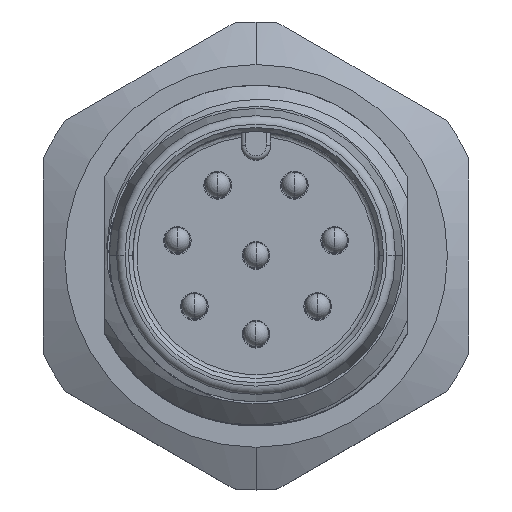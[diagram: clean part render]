
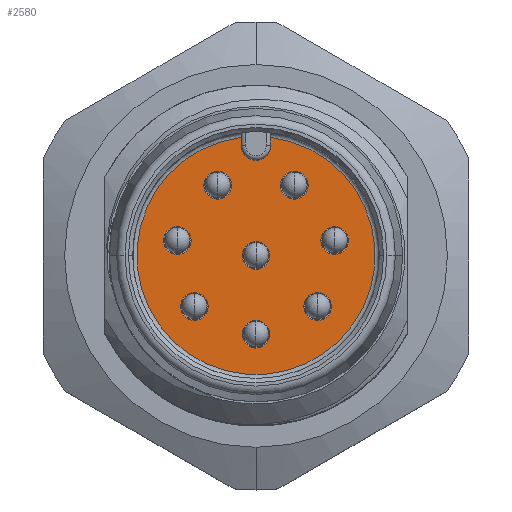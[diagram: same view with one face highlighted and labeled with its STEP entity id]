
A CAD part, top view. The second image highlights one B-rep face of the part: STEP entity #2580.
In plain terms, the highlighted face is planar.
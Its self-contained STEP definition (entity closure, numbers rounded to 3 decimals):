
#411=CARTESIAN_POINT('',(5.,1.85,0.));
#412=DIRECTION('',(-1.,0.,0.));
#413=DIRECTION('',(0.,0.,1.));
#414=AXIS2_PLACEMENT_3D('',#411,#412,#413);
#416=CARTESIAN_POINT('',(5.,1.85,0.));
#417=DIRECTION('',(-1.,0.,0.));
#418=DIRECTION('',(0.,0.,-1.));
#419=AXIS2_PLACEMENT_3D('',#416,#417,#418);
#421=CARTESIAN_POINT('',(5.,1.2,1.45));
#422=DIRECTION('',(-1.,0.,0.));
#423=DIRECTION('',(0.,0.,1.));
#424=AXIS2_PLACEMENT_3D('',#421,#422,#423);
#426=CARTESIAN_POINT('',(5.,1.2,1.45));
#427=DIRECTION('',(-1.,0.,0.));
#428=DIRECTION('',(0.,0.,-1.));
#429=AXIS2_PLACEMENT_3D('',#426,#427,#428);
#431=CARTESIAN_POINT('',(5.,-0.35,1.85));
#432=DIRECTION('',(-1.,0.,0.));
#433=DIRECTION('',(0.,0.,1.));
#434=AXIS2_PLACEMENT_3D('',#431,#432,#433);
#436=CARTESIAN_POINT('',(5.,-0.35,1.85));
#437=DIRECTION('',(-1.,0.,0.));
#438=DIRECTION('',(0.,0.,-1.));
#439=AXIS2_PLACEMENT_3D('',#436,#437,#438);
#441=CARTESIAN_POINT('',(5.,0.,0.));
#442=DIRECTION('',(-1.,0.,0.));
#443=DIRECTION('',(0.,0.,1.));
#444=AXIS2_PLACEMENT_3D('',#441,#442,#443);
#446=CARTESIAN_POINT('',(5.,0.,0.));
#447=DIRECTION('',(-1.,0.,0.));
#448=DIRECTION('',(0.,0.,-1.));
#449=AXIS2_PLACEMENT_3D('',#446,#447,#448);
#451=CARTESIAN_POINT('',(5.,1.2,-1.45));
#452=DIRECTION('',(-1.,0.,0.));
#453=DIRECTION('',(0.,0.,1.));
#454=AXIS2_PLACEMENT_3D('',#451,#452,#453);
#456=CARTESIAN_POINT('',(5.,1.2,-1.45));
#457=DIRECTION('',(-1.,0.,0.));
#458=DIRECTION('',(0.,0.,-1.));
#459=AXIS2_PLACEMENT_3D('',#456,#457,#458);
#461=CARTESIAN_POINT('',(5.,-0.35,-1.85));
#462=DIRECTION('',(-1.,0.,0.));
#463=DIRECTION('',(0.,0.,1.));
#464=AXIS2_PLACEMENT_3D('',#461,#462,#463);
#466=CARTESIAN_POINT('',(5.,-0.35,-1.85));
#467=DIRECTION('',(-1.,0.,0.));
#468=DIRECTION('',(0.,0.,-1.));
#469=AXIS2_PLACEMENT_3D('',#466,#467,#468);
#471=CARTESIAN_POINT('',(5.,-1.65,-0.9));
#472=DIRECTION('',(-1.,0.,0.));
#473=DIRECTION('',(0.,0.,1.));
#474=AXIS2_PLACEMENT_3D('',#471,#472,#473);
#476=CARTESIAN_POINT('',(5.,-1.65,-0.9));
#477=DIRECTION('',(-1.,0.,0.));
#478=DIRECTION('',(0.,0.,-1.));
#479=AXIS2_PLACEMENT_3D('',#476,#477,#478);
#481=CARTESIAN_POINT('',(5.,-1.65,0.9));
#482=DIRECTION('',(-1.,0.,0.));
#483=DIRECTION('',(0.,0.,1.));
#484=AXIS2_PLACEMENT_3D('',#481,#482,#483);
#486=CARTESIAN_POINT('',(5.,-1.65,0.9));
#487=DIRECTION('',(-1.,0.,0.));
#488=DIRECTION('',(0.,0.,-1.));
#489=AXIS2_PLACEMENT_3D('',#486,#487,#488);
#491=DIRECTION('',(0.,1.,0.));
#492=VECTOR('',#491,0.192);
#493=CARTESIAN_POINT('',(5.,-2.778,0.35));
#494=LINE('',#493,#492);
#495=CARTESIAN_POINT('',(5.,-2.586,0.));
#496=DIRECTION('',(-1.,0.,0.));
#497=DIRECTION('',(0.,0.,1.));
#498=AXIS2_PLACEMENT_3D('',#495,#496,#497);
#500=DIRECTION('',(0.,-1.,0.));
#501=VECTOR('',#500,0.192);
#502=CARTESIAN_POINT('',(5.,-2.586,-0.35));
#503=LINE('',#502,#501);
#630=CARTESIAN_POINT('',(5.,0.,0.));
#631=DIRECTION('',(-1.,0.,0.));
#632=DIRECTION('',(0.,-0.992,0.125));
#633=AXIS2_PLACEMENT_3D('',#630,#631,#632);
#644=CARTESIAN_POINT('',(5.,-2.778,-0.35));
#709=CARTESIAN_POINT('',(5.,-2.778,0.35));
#1647=CARTESIAN_POINT('',(5.,-2.586,0.35));
#1648=CARTESIAN_POINT('',(5.,-2.586,-0.35));
#1649=VERTEX_POINT('',#1647);
#1650=VERTEX_POINT('',#1648);
#1651=CARTESIAN_POINT('',(5.,1.85,0.325));
#1652=CARTESIAN_POINT('',(5.,1.85,-0.325));
#1653=VERTEX_POINT('',#1651);
#1654=VERTEX_POINT('',#1652);
#1655=CARTESIAN_POINT('',(5.,1.2,1.775));
#1656=CARTESIAN_POINT('',(5.,1.2,1.125));
#1657=VERTEX_POINT('',#1655);
#1658=VERTEX_POINT('',#1656);
#1659=CARTESIAN_POINT('',(5.,-0.35,2.175));
#1660=CARTESIAN_POINT('',(5.,-0.35,1.525));
#1661=VERTEX_POINT('',#1659);
#1662=VERTEX_POINT('',#1660);
#1663=CARTESIAN_POINT('',(5.,0.,0.325));
#1664=CARTESIAN_POINT('',(5.,0.,-0.325));
#1665=VERTEX_POINT('',#1663);
#1666=VERTEX_POINT('',#1664);
#1667=CARTESIAN_POINT('',(5.,1.2,-1.125));
#1668=CARTESIAN_POINT('',(5.,1.2,-1.775));
#1669=VERTEX_POINT('',#1667);
#1670=VERTEX_POINT('',#1668);
#1671=CARTESIAN_POINT('',(5.,-0.35,-1.525));
#1672=CARTESIAN_POINT('',(5.,-0.35,-2.175));
#1673=VERTEX_POINT('',#1671);
#1674=VERTEX_POINT('',#1672);
#1675=CARTESIAN_POINT('',(5.,-1.65,-0.575));
#1676=CARTESIAN_POINT('',(5.,-1.65,-1.225));
#1677=VERTEX_POINT('',#1675);
#1678=VERTEX_POINT('',#1676);
#1679=CARTESIAN_POINT('',(5.,-1.65,1.225));
#1680=CARTESIAN_POINT('',(5.,-1.65,0.575));
#1681=VERTEX_POINT('',#1679);
#1682=VERTEX_POINT('',#1680);
#1683=VERTEX_POINT('',#644);
#1686=VERTEX_POINT('',#709);
#2519=CARTESIAN_POINT('',(5.,0.,0.));
#2520=DIRECTION('',(-1.,0.,0.));
#2521=DIRECTION('',(0.,0.,1.));
#2522=AXIS2_PLACEMENT_3D('',#2519,#2520,#2521);
#2523=PLANE('',#2522);
#2525=ORIENTED_EDGE('',*,*,#2524,.F.);
#2527=ORIENTED_EDGE('',*,*,#2526,.T.);
#2529=ORIENTED_EDGE('',*,*,#2528,.T.);
#2531=ORIENTED_EDGE('',*,*,#2530,.T.);
#2532=EDGE_LOOP('',(#2525,#2527,#2529,#2531));
#2533=FACE_OUTER_BOUND('',#2532,.F.);
#2535=ORIENTED_EDGE('',*,*,#2534,.T.);
#2537=ORIENTED_EDGE('',*,*,#2536,.T.);
#2538=EDGE_LOOP('',(#2535,#2537));
#2539=FACE_BOUND('',#2538,.F.);
#2541=ORIENTED_EDGE('',*,*,#2540,.T.);
#2543=ORIENTED_EDGE('',*,*,#2542,.T.);
#2544=EDGE_LOOP('',(#2541,#2543));
#2545=FACE_BOUND('',#2544,.F.);
#2547=ORIENTED_EDGE('',*,*,#2546,.T.);
#2549=ORIENTED_EDGE('',*,*,#2548,.T.);
#2550=EDGE_LOOP('',(#2547,#2549));
#2551=FACE_BOUND('',#2550,.F.);
#2553=ORIENTED_EDGE('',*,*,#2552,.T.);
#2555=ORIENTED_EDGE('',*,*,#2554,.T.);
#2556=EDGE_LOOP('',(#2553,#2555));
#2557=FACE_BOUND('',#2556,.F.);
#2559=ORIENTED_EDGE('',*,*,#2558,.T.);
#2561=ORIENTED_EDGE('',*,*,#2560,.T.);
#2562=EDGE_LOOP('',(#2559,#2561));
#2563=FACE_BOUND('',#2562,.F.);
#2565=ORIENTED_EDGE('',*,*,#2564,.T.);
#2567=ORIENTED_EDGE('',*,*,#2566,.T.);
#2568=EDGE_LOOP('',(#2565,#2567));
#2569=FACE_BOUND('',#2568,.F.);
#2571=ORIENTED_EDGE('',*,*,#2570,.T.);
#2573=ORIENTED_EDGE('',*,*,#2572,.T.);
#2574=EDGE_LOOP('',(#2571,#2573));
#2575=FACE_BOUND('',#2574,.F.);
#2576=ORIENTED_EDGE('',*,*,#2499,.T.);
#2577=ORIENTED_EDGE('',*,*,#2513,.T.);
#2578=EDGE_LOOP('',(#2576,#2577));
#2579=FACE_BOUND('',#2578,.F.);
#415=CIRCLE('',#414,0.325);
#420=CIRCLE('',#419,0.325);
#425=CIRCLE('',#424,0.325);
#430=CIRCLE('',#429,0.325);
#435=CIRCLE('',#434,0.325);
#440=CIRCLE('',#439,0.325);
#445=CIRCLE('',#444,0.325);
#450=CIRCLE('',#449,0.325);
#455=CIRCLE('',#454,0.325);
#460=CIRCLE('',#459,0.325);
#465=CIRCLE('',#464,0.325);
#470=CIRCLE('',#469,0.325);
#475=CIRCLE('',#474,0.325);
#480=CIRCLE('',#479,0.325);
#485=CIRCLE('',#484,0.325);
#490=CIRCLE('',#489,0.325);
#499=CIRCLE('',#498,0.35);
#634=CIRCLE('',#633,2.8);
#2499=EDGE_CURVE('',#1653,#1654,#415,.T.);
#2513=EDGE_CURVE('',#1654,#1653,#420,.T.);
#2524=EDGE_CURVE('',#1686,#1683,#634,.T.);
#2526=EDGE_CURVE('',#1686,#1649,#494,.T.);
#2528=EDGE_CURVE('',#1649,#1650,#499,.T.);
#2530=EDGE_CURVE('',#1650,#1683,#503,.T.);
#2534=EDGE_CURVE('',#1657,#1658,#425,.T.);
#2536=EDGE_CURVE('',#1658,#1657,#430,.T.);
#2540=EDGE_CURVE('',#1661,#1662,#435,.T.);
#2542=EDGE_CURVE('',#1662,#1661,#440,.T.);
#2546=EDGE_CURVE('',#1665,#1666,#445,.T.);
#2548=EDGE_CURVE('',#1666,#1665,#450,.T.);
#2552=EDGE_CURVE('',#1669,#1670,#455,.T.);
#2554=EDGE_CURVE('',#1670,#1669,#460,.T.);
#2558=EDGE_CURVE('',#1673,#1674,#465,.T.);
#2560=EDGE_CURVE('',#1674,#1673,#470,.T.);
#2564=EDGE_CURVE('',#1677,#1678,#475,.T.);
#2566=EDGE_CURVE('',#1678,#1677,#480,.T.);
#2570=EDGE_CURVE('',#1681,#1682,#485,.T.);
#2572=EDGE_CURVE('',#1682,#1681,#490,.T.);
#2580=ADVANCED_FACE('',(#2533,#2539,#2545,#2551,#2557,#2563,#2569,#2575,#2579),
#2523,.T.);
